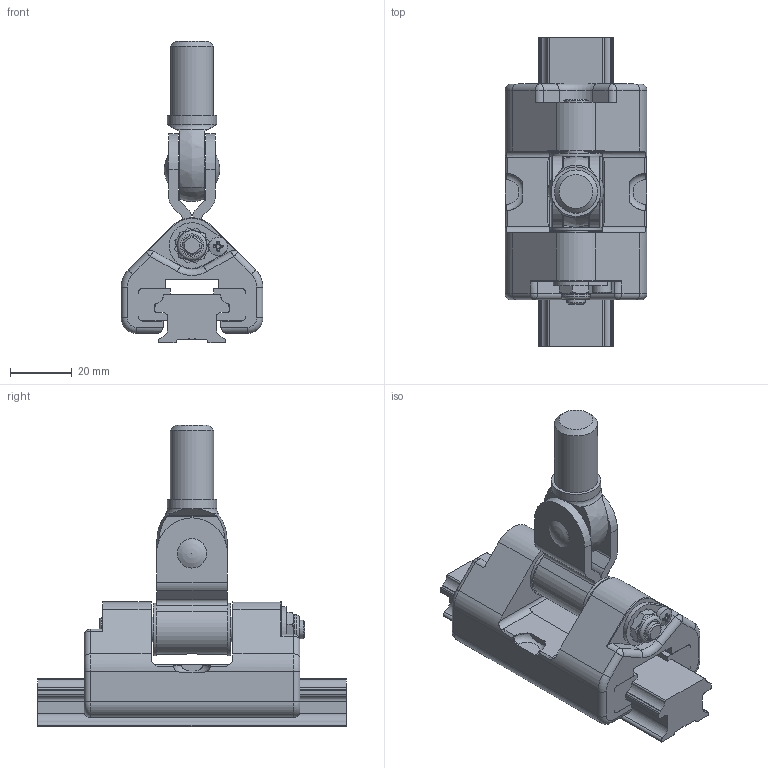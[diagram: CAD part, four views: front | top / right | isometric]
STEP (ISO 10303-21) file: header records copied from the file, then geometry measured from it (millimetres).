
FILE_DESCRIPTION(/* description */ (''),/* implementation_level */ '2;1');
FILE_NAME(/* name */ 'HS24.70J-14.stp',/* time_stamp */ '2021-04-12T16:03:45+02:00',/* author */ ('lucade'),/* organization */ (''),/* preprocessor_version */ 'ST-DEVELOPER v18.1',/* originating_system */ 'Autodesk Inventor 2021',/* authorisation */ '');
FILE_SCHEMA (('AUTOMOTIVE_DESIGN { 1 0 10303 214 3 1 1 }'));
Length unit declared in the file: millimetre
Products named in the file (1): 20010300
Bounding box: 46 x 100 x 97.69 mm (x, y, z)
Volume: 97635.3 mm3; surface area: 42979.7 mm2
Topology: 4 solids, 7 shells, 604 faces, 1655 edges, 1065 vertices
Faces by surface type: cylinder 212, plane 211, torus 96, cone 64, bspline 13, sphere 8
Full cylindrical faces by diameter (mm): 2.5 x3, 2.8 x1, 2.85 x1, 2.9 x6, 3 x1, 3.1 x10, 3.2 x1, 5.5 x4, 6 x4, 6.4 x1, 6.5 x1, 8 x3, 8.1 x2, 8.2 x3, 8.4 x2, 9.5 x1, 10 x1, 13 x1, 13.5 x1, 14 x1, 16 x1, 17 x2
Entity records: 21102 total; most frequent: CARTESIAN_POINT 5754, ORIENTED_EDGE 3294, DIRECTION 3236, EDGE_CURVE 1647, AXIS2_PLACEMENT_3D 1282, VERTEX_POINT 1065, CIRCLE 678, LINE 672
